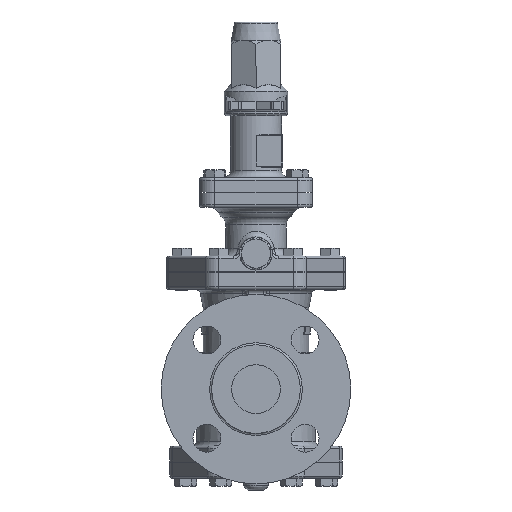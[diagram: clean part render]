
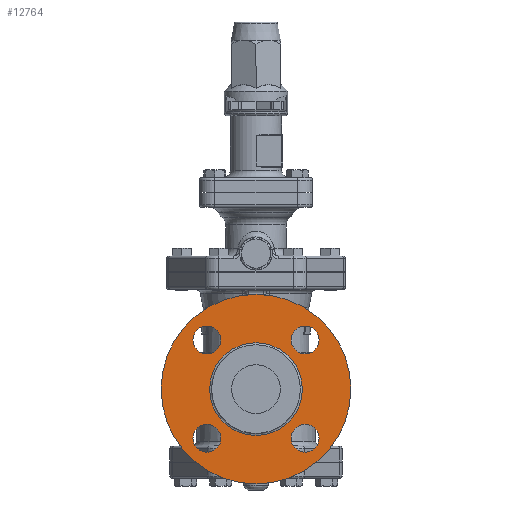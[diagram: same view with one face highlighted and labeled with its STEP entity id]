
A CAD part, left-side view. The second image highlights one B-rep face of the part: STEP entity #12764.
In plain terms, the highlighted planar face has unit normal (-1, 0, 0).
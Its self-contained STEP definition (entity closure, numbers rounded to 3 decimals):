
#2198=FACE_BOUND('',#4299,.T.);
#2199=FACE_BOUND('',#4300,.T.);
#2200=FACE_BOUND('',#4301,.T.);
#2201=FACE_BOUND('',#4302,.T.);
#2202=FACE_BOUND('',#4303,.T.);
#2519=PLANE('',#14132);
#3305=FACE_OUTER_BOUND('',#4298,.T.);
#4298=EDGE_LOOP('',(#11765));
#4299=EDGE_LOOP('',(#11766));
#4300=EDGE_LOOP('',(#11767));
#4301=EDGE_LOOP('',(#11768));
#4302=EDGE_LOOP('',(#11769));
#4303=EDGE_LOOP('',(#11770));
#5241=CIRCLE('',#14124,78.);
#5245=CIRCLE('',#14131,38.1);
#5246=CIRCLE('',#14133,11.5);
#5247=CIRCLE('',#14134,11.5);
#5248=CIRCLE('',#14135,11.5);
#5249=CIRCLE('',#14136,11.5);
#6409=VERTEX_POINT('',#35261);
#6413=VERTEX_POINT('',#35272);
#6414=VERTEX_POINT('',#35275);
#6415=VERTEX_POINT('',#35277);
#6416=VERTEX_POINT('',#35279);
#6417=VERTEX_POINT('',#35281);
#8212=EDGE_CURVE('',#6409,#6409,#5241,.T.);
#8216=EDGE_CURVE('',#6413,#6413,#5245,.T.);
#8217=EDGE_CURVE('',#6414,#6414,#5246,.T.);
#8218=EDGE_CURVE('',#6415,#6415,#5247,.T.);
#8219=EDGE_CURVE('',#6416,#6416,#5248,.T.);
#8220=EDGE_CURVE('',#6417,#6417,#5249,.T.);
#11765=ORIENTED_EDGE('',*,*,#8212,.F.);
#11766=ORIENTED_EDGE('',*,*,#8217,.F.);
#11767=ORIENTED_EDGE('',*,*,#8218,.F.);
#11768=ORIENTED_EDGE('',*,*,#8219,.F.);
#11769=ORIENTED_EDGE('',*,*,#8220,.F.);
#11770=ORIENTED_EDGE('',*,*,#8216,.F.);
#12764=ADVANCED_FACE('',(#3305,#2198,#2199,#2200,#2201,#2202),#2519,.T.);
#14124=AXIS2_PLACEMENT_3D('',#35262,#17486,#17487);
#14131=AXIS2_PLACEMENT_3D('',#35273,#17500,#17501);
#14132=AXIS2_PLACEMENT_3D('',#35274,#17502,#17503);
#14133=AXIS2_PLACEMENT_3D('',#35276,#17504,#17505);
#14134=AXIS2_PLACEMENT_3D('',#35278,#17506,#17507);
#14135=AXIS2_PLACEMENT_3D('',#35280,#17508,#17509);
#14136=AXIS2_PLACEMENT_3D('',#35282,#17510,#17511);
#17486=DIRECTION('center_axis',(1.,0.,0.));
#17487=DIRECTION('ref_axis',(0.,0.,1.));
#17500=DIRECTION('center_axis',(-1.,0.,0.));
#17501=DIRECTION('ref_axis',(0.,0.,1.));
#17502=DIRECTION('center_axis',(-1.,0.,0.));
#17503=DIRECTION('ref_axis',(0.,0.,1.));
#17504=DIRECTION('center_axis',(-1.,0.,0.));
#17505=DIRECTION('ref_axis',(0.,1.,0.));
#17506=DIRECTION('center_axis',(-1.,0.,0.));
#17507=DIRECTION('ref_axis',(0.,0.,
1.));
#17508=DIRECTION('center_axis',(-1.,0.,0.));
#17509=DIRECTION('ref_axis',(0.,-1.,0.));
#17510=DIRECTION('center_axis',(-1.,0.,0.));
#17511=DIRECTION('ref_axis',(0.,0.,-1.));
#35261=CARTESIAN_POINT('',(-110.4,0.,-18.));
#35262=CARTESIAN_POINT('Origin',(-110.4,0.,60.));
#35272=CARTESIAN_POINT('',(-110.4,0.,21.9));
#35273=CARTESIAN_POINT('Origin',(-110.4,0.,60.));
#35274=CARTESIAN_POINT('Origin',(-110.4,0.,60.));
#35275=CARTESIAN_POINT('',(-110.4,-40.411,88.911));
#35276=CARTESIAN_POINT('Origin',(-110.4,-40.411,100.411));
#35277=CARTESIAN_POINT('',(-110.4,-40.411,8.089));
#35278=CARTESIAN_POINT('Origin',(-110.4,-40.411,19.589));
#35279=CARTESIAN_POINT('',(-110.4,40.411,8.089));
#35280=CARTESIAN_POINT('Origin',(-110.4,40.411,19.589));
#35281=CARTESIAN_POINT('',(-110.4,40.411,88.911));
#35282=CARTESIAN_POINT('Origin',(-110.4,40.411,100.411));
